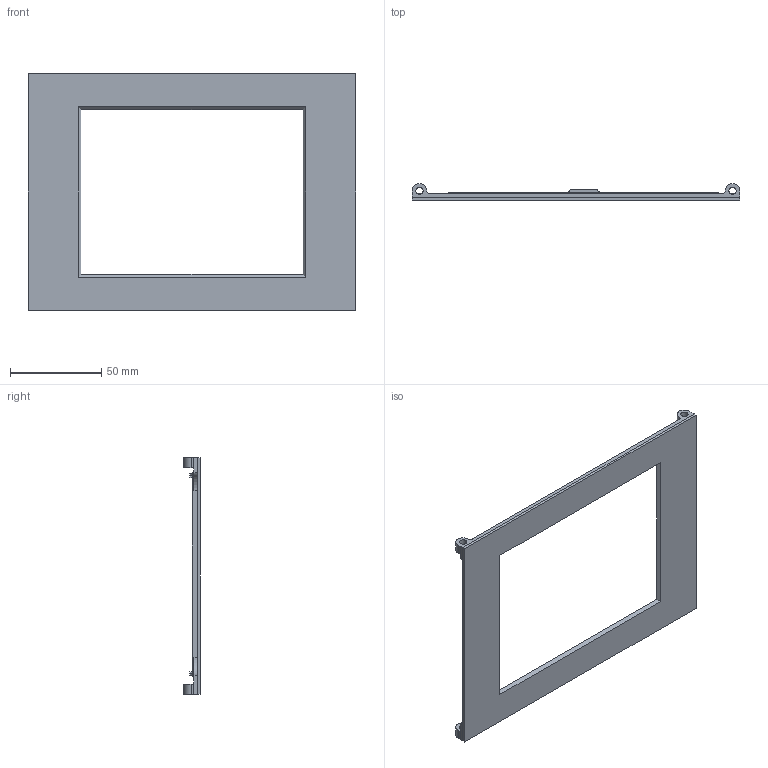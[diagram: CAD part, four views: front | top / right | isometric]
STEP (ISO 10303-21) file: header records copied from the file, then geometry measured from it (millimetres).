
FILE_DESCRIPTION(/* description */ (''),/* implementation_level */ '2;1');
FILE_NAME(/* name */ 'Inkplate 6 PCB Holder 130x180 mm Photo Frame v1.step',/* time_stamp */ '2024-05-29T22:01:20+02:00',/* author */ (''),/* organization */ (''),/* preprocessor_version */ 'ST-DEVELOPER v20',/* originating_system */ 'Autodesk Translation Framework v12.20.1.177',/* authorisation */ '');
FILE_SCHEMA (('AUTOMOTIVE_DESIGN { 1 0 10303 214 3 1 1 }'));
Length unit declared in the file: millimetre
Products named in the file (2): inkplate 130x180; pcbHolder
Assembly tree (1 placements, depth 2):
  inkplate 130x180
    pcbHolder
Bounding box: 180 x 9.09 x 130 mm (x, y, z)
Volume: 27631.2 mm3; surface area: 38264.6 mm2
Topology: 2 solids, 2 shells, 76 faces, 212 edges, 136 vertices
Faces by surface type: plane 56, cylinder 20
Full cylindrical faces by diameter (mm): 4 x4
Entity records: 2501 total; most frequent: CARTESIAN_POINT 427, ORIENTED_EDGE 424, DIRECTION 418, EDGE_CURVE 212, LINE 164, VECTOR 164, VERTEX_POINT 136, AXIS2_PLACEMENT_3D 127
